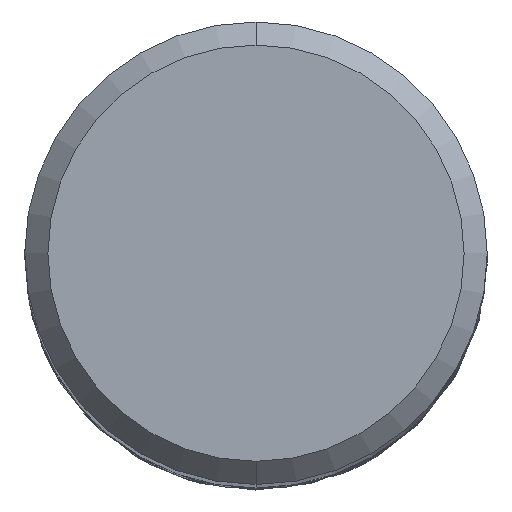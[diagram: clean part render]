
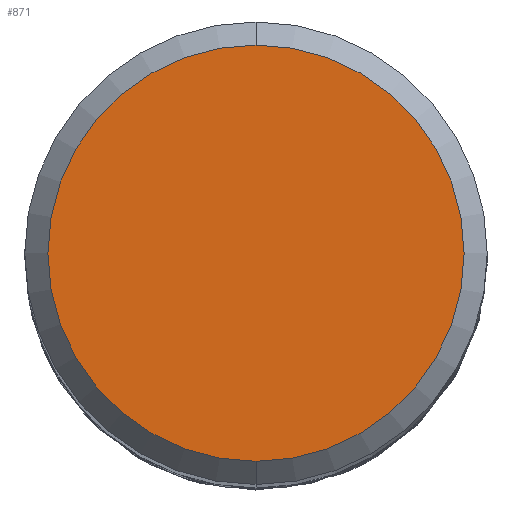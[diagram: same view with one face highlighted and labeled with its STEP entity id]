
A CAD part, top view. The second image highlights one B-rep face of the part: STEP entity #871.
In plain terms, the highlighted planar face has unit normal (0, 0, 1).
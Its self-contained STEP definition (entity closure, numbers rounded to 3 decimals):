
#871=ADVANCED_FACE('',(#2069),#2070,.T.);
#1075=VERTEX_POINT('',#2297);
#1287=VERTEX_POINT('',#2529);
#1463=EDGE_CURVE('',#1075,#1287,#2724,.T.);
#1503=EDGE_CURVE('',#1287,#1075,#2767,.T.);
#2069=FACE_OUTER_BOUND('',#5944,.T.);
#2070=PLANE('',#5945);
#2297=CARTESIAN_POINT('',(0.0,5.4,0.0));
#2529=CARTESIAN_POINT('',(0.,-5.4,0.0));
#2724=CIRCLE('',#14755,5.4);
#2767=CIRCLE('',#15106,5.4);
#5944=EDGE_LOOP('',(#18335,#18336));
#5945=AXIS2_PLACEMENT_3D('',#18337,#18338,#18339);
#14755=AXIS2_PLACEMENT_3D('',#19011,#19012,#19013);
#15106=AXIS2_PLACEMENT_3D('',#19050,#19051,#19052);
#18335=ORIENTED_EDGE('',*,*,#1463,.F.);
#18336=ORIENTED_EDGE('',*,*,#1503,.F.);
#18337=CARTESIAN_POINT('',(0.0,2.7,0.0));
#18338=DIRECTION('',(-0.0,0.0,1.0));
#18339=DIRECTION('',(0.0,-1.0,0.0));
#19011=CARTESIAN_POINT('',(0.0,0.0,0.0));
#19012=DIRECTION('',(0.0,0.0,-1.0));
#19013=DIRECTION('',(0.0,1.0,0.0));
#19050=CARTESIAN_POINT('',(0.0,0.0,0.0));
#19051=DIRECTION('',(0.0,0.0,-1.0));
#19052=DIRECTION('',(0.0,1.0,0.0));
